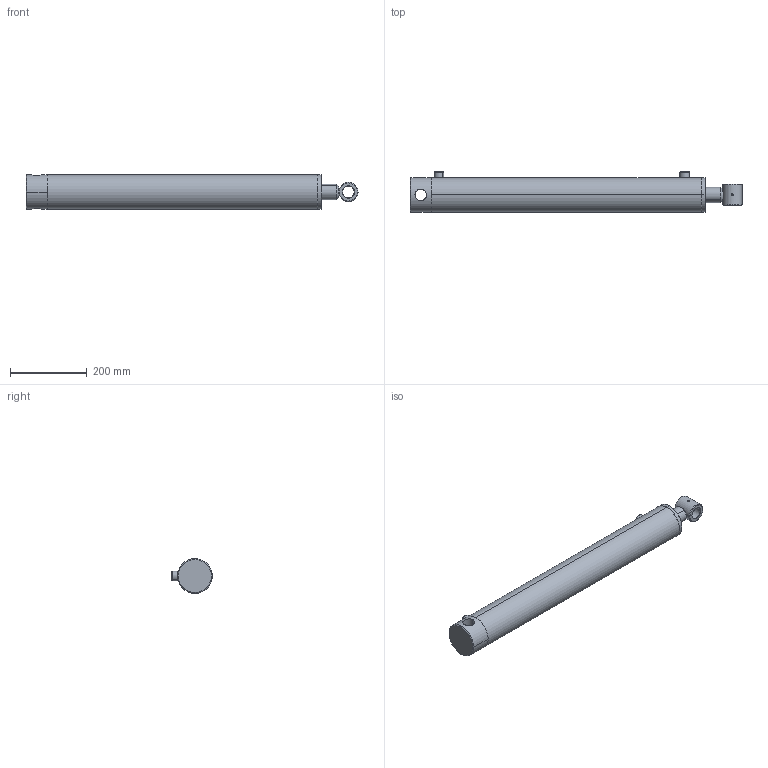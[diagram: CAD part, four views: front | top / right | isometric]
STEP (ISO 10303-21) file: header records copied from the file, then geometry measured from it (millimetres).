
FILE_DESCRIPTION (( 'STEP AP203' ), '1' );
FILE_NAME ('705-6.STEP', '2014-12-12T08:06:11', ( '' ), ( '' ), 'SwSTEP 2.0', 'SolidWorks 2015', '' );
FILE_SCHEMA (( 'CONFIG_CONTROL_DESIGN' ));
Length unit declared in the file: millimetre
Products named in the file (8): 705-6; AL38; Rohr^705-6; D705^705-6; Stange^705-6; P705^705-6; Boden^705-6; ET704
Assembly tree (8 placements, depth 2):
  705-6
    Rohr^705-6
    Stange^705-6
    AL38  x2
    D705^705-6
    P705^705-6
    Boden^705-6
    ET704
Bounding box: 863 x 105 x 90 mm (x, y, z)
Volume: 2642033.5 mm3; surface area: 586510.6 mm2
Topology: 8 solids, 8 shells, 113 faces, 235 edges, 142 vertices
Faces by surface type: cylinder 48, cone 44, plane 21
Entity records: 4237 total; most frequent: CARTESIAN_POINT 1165, DIRECTION 509, ORIENTED_EDGE 414, AXIS2_PLACEMENT_3D 214, EDGE_CURVE 207, VERTEX_POINT 126, EDGE_LOOP 123, CIRCLE 104
